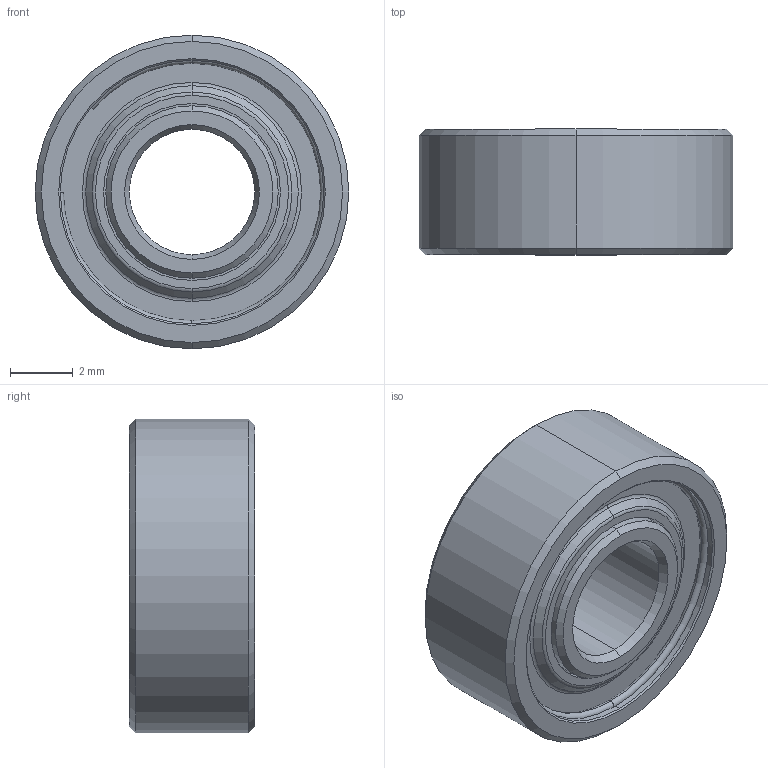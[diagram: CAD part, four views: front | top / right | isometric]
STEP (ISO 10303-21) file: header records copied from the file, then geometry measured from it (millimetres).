
FILE_DESCRIPTION (( 'STEP AP203' ), '1' );
FILE_NAME ('1600-0410-0004.STEP', '2019-12-05T19:56:42', ( '' ), ( '' ), 'SwSTEP 2.0', 'SolidWorks 2016', '' );
FILE_SCHEMA (( 'CONFIG_CONTROL_DESIGN' ));
Length unit declared in the file: millimetre
Products named in the file (1): 1600-0410-0004
Bounding box: 10 x 4 x 10 mm (x, y, z)
Volume: 229.7 mm3; surface area: 421.9 mm2
Topology: 3 solids, 3 shells, 80 faces, 156 edges, 92 vertices
Faces by surface type: cone 24, torus 20, cylinder 20, plane 16
Entity records: 2141 total; most frequent: DIRECTION 430, CARTESIAN_POINT 329, ORIENTED_EDGE 312, AXIS2_PLACEMENT_3D 193, EDGE_CURVE 156, CIRCLE 112, VERTEX_POINT 92, EDGE_LOOP 92
